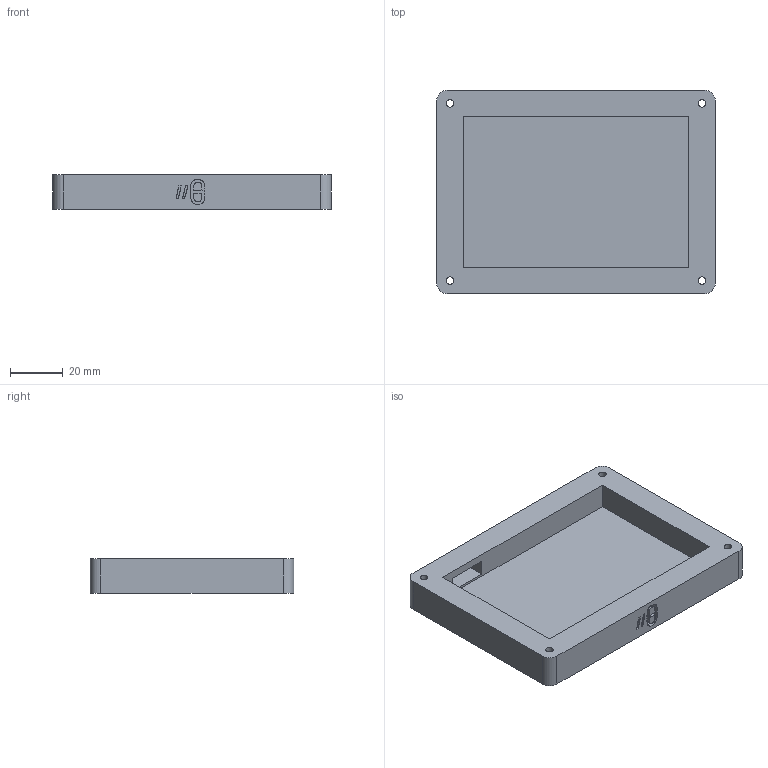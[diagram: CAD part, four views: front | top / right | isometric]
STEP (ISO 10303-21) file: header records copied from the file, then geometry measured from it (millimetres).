
FILE_DESCRIPTION(/* description */ (''),/* implementation_level */ '2;1');
FILE_NAME(/* name */ 'BasePlate.step',/* time_stamp */ '2024-10-15T21:04:03-04:00',/* author */ (''),/* organization */ (''),/* preprocessor_version */ 'ST-DEVELOPER v20',/* originating_system */ 'Autodesk Translation Framework v13.20.0.188',/* authorisation */ '');
FILE_SCHEMA (('AUTOMOTIVE_DESIGN { 1 0 10303 214 3 1 1 }'));
Length unit declared in the file: millimetre
Products named in the file (1): BasePlate
Bounding box: 106 x 77.5 x 13 mm (x, y, z)
Volume: 55772.4 mm3; surface area: 24803.4 mm2
Topology: 1 solids, 1 shells, 221 faces, 639 edges, 426 vertices
Faces by surface type: cylinder 181, plane 40
Full cylindrical faces by diameter (mm): 2.9 x4
Entity records: 7535 total; most frequent: DIRECTION 1445, CARTESIAN_POINT 1287, ORIENTED_EDGE 1278, EDGE_CURVE 639, AXIS2_PLACEMENT_3D 584, VERTEX_POINT 426, CIRCLE 362, LINE 277
